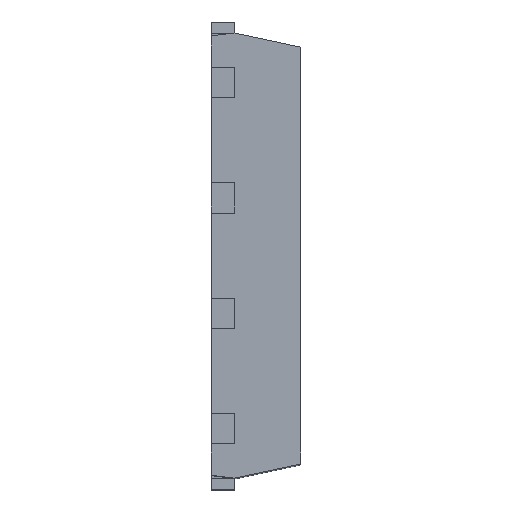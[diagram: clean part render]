
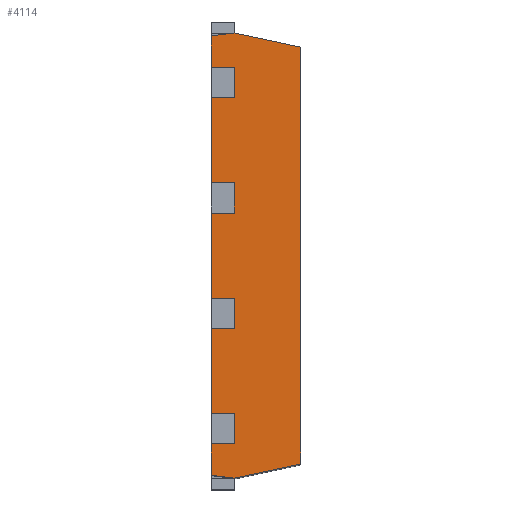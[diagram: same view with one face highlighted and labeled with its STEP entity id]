
A CAD part, top view. The second image highlights one B-rep face of the part: STEP entity #4114.
In plain terms, the highlighted face is planar.
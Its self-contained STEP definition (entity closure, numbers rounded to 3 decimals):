
#1158=ORIENTED_EDGE('',*,*,#1552,.F.);
#1159=ORIENTED_EDGE('',*,*,#1750,.T.);
#1160=ORIENTED_EDGE('',*,*,#1576,.T.);
#1161=ORIENTED_EDGE('',*,*,#1561,.F.);
#1162=ORIENTED_EDGE('',*,*,#1569,.F.);
#1163=ORIENTED_EDGE('',*,*,#1749,.T.);
#1164=ORIENTED_EDGE('',*,*,#1730,.T.);
#1165=ORIENTED_EDGE('',*,*,#1736,.T.);
#1166=ORIENTED_EDGE('',*,*,#1739,.T.);
#1167=ORIENTED_EDGE('',*,*,#1742,.T.);
#1168=ORIENTED_EDGE('',*,*,#1727,.T.);
#1169=ORIENTED_EDGE('',*,*,#1747,.T.);
#1170=ORIENTED_EDGE('',*,*,#1525,.T.);
#1171=ORIENTED_EDGE('',*,*,#1510,.F.);
#1172=ORIENTED_EDGE('',*,*,#1518,.F.);
#1173=ORIENTED_EDGE('',*,*,#1752,.T.);
#1174=ORIENTED_EDGE('',*,*,#1542,.T.);
#1175=ORIENTED_EDGE('',*,*,#1527,.F.);
#1176=ORIENTED_EDGE('',*,*,#1535,.F.);
#1177=ORIENTED_EDGE('',*,*,#1751,.T.);
#1178=ORIENTED_EDGE('',*,*,#1559,.T.);
#1179=ORIENTED_EDGE('',*,*,#1544,.F.);
#1510=EDGE_CURVE('',#1975,#1976,#2467,.T.);
#1518=EDGE_CURVE('',#1982,#1975,#2475,.T.);
#1525=EDGE_CURVE('',#1986,#1976,#2482,.T.);
#1527=EDGE_CURVE('',#1987,#1988,#2484,.T.);
#1535=EDGE_CURVE('',#1994,#1987,#2492,.T.);
#1542=EDGE_CURVE('',#1998,#1988,#2499,.T.);
#1544=EDGE_CURVE('',#1999,#2000,#2501,.T.);
#1552=EDGE_CURVE('',#2006,#1999,#2509,.T.);
#1559=EDGE_CURVE('',#2010,#2000,#2516,.T.);
#1561=EDGE_CURVE('',#2011,#2012,#2518,.T.);
#1569=EDGE_CURVE('',#2018,#2011,#2526,.T.);
#1576=EDGE_CURVE('',#2022,#2012,#2533,.T.);
#1727=EDGE_CURVE('',#2125,#2126,#2684,.T.);
#1730=EDGE_CURVE('',#2127,#2128,#2687,.T.);
#1736=EDGE_CURVE('',#2128,#2132,#2693,.T.);
#1739=EDGE_CURVE('',#2132,#2134,#2696,.T.);
#1742=EDGE_CURVE('',#2134,#2125,#2699,.T.);
#1747=EDGE_CURVE('',#2126,#1986,#2704,.T.);
#1749=EDGE_CURVE('',#2018,#2127,#2706,.T.);
#1750=EDGE_CURVE('',#2006,#2022,#2707,.T.);
#1751=EDGE_CURVE('',#1994,#2010,#2708,.T.);
#1752=EDGE_CURVE('',#1982,#1998,#2709,.T.);
#1975=VERTEX_POINT('',#6067);
#1976=VERTEX_POINT('',#6068);
#1982=VERTEX_POINT('',#6082);
#1986=VERTEX_POINT('',#6098);
#1987=VERTEX_POINT('',#6102);
#1988=VERTEX_POINT('',#6103);
#1994=VERTEX_POINT('',#6117);
#1998=VERTEX_POINT('',#6133);
#1999=VERTEX_POINT('',#6137);
#2000=VERTEX_POINT('',#6138);
#2006=VERTEX_POINT('',#6152);
#2010=VERTEX_POINT('',#6168);
#2011=VERTEX_POINT('',#6172);
#2012=VERTEX_POINT('',#6173);
#2018=VERTEX_POINT('',#6187);
#2022=VERTEX_POINT('',#6203);
#2125=VERTEX_POINT('',#6503);
#2126=VERTEX_POINT('',#6505);
#2127=VERTEX_POINT('',#6509);
#2128=VERTEX_POINT('',#6511);
#2132=VERTEX_POINT('',#6523);
#2134=VERTEX_POINT('',#6529);
#2467=LINE('',#6066,#3042);
#2475=LINE('',#6083,#3050);
#2482=LINE('',#6097,#3057);
#2484=LINE('',#6101,#3059);
#2492=LINE('',#6118,#3067);
#2499=LINE('',#6132,#3074);
#2501=LINE('',#6136,#3076);
#2509=LINE('',#6153,#3084);
#2516=LINE('',#6167,#3091);
#2518=LINE('',#6171,#3093);
#2526=LINE('',#6188,#3101);
#2533=LINE('',#6202,#3108);
#2684=LINE('',#6506,#3259);
#2687=LINE('',#6512,#3262);
#2693=LINE('',#6524,#3268);
#2696=LINE('',#6530,#3271);
#2699=LINE('',#6535,#3274);
#2704=LINE('',#6545,#3279);
#2706=LINE('',#6547,#3281);
#2707=LINE('',#6548,#3282);
#2708=LINE('',#6549,#3283);
#2709=LINE('',#6550,#3284);
#3042=VECTOR('',#4976,1000.);
#3050=VECTOR('',#4986,1000.);
#3057=VECTOR('',#5001,1000.);
#3059=VECTOR('',#5005,1000.);
#3067=VECTOR('',#5015,1000.);
#3074=VECTOR('',#5030,1000.);
#3076=VECTOR('',#5034,1000.);
#3084=VECTOR('',#5044,1000.);
#3091=VECTOR('',#5059,1000.);
#3093=VECTOR('',#5063,1000.);
#3101=VECTOR('',#5073,1000.);
#3108=VECTOR('',#5088,1000.);
#3259=VECTOR('',#5335,1000.);
#3262=VECTOR('',#5340,1000.);
#3268=VECTOR('',#5350,1000.);
#3271=VECTOR('',#5355,1000.);
#3274=VECTOR('',#5360,1000.);
#3279=VECTOR('',#5373,1000.);
#3281=VECTOR('',#5375,1000.);
#3282=VECTOR('',#5376,1000.);
#3283=VECTOR('',#5377,1000.);
#3284=VECTOR('',#5378,1000.);
#3493=EDGE_LOOP('',(#1158,#1159,#1160,#1161,#1162,#1163,#1164,#1165,#1166,
#1167,#1168,#1169,#1170,#1171,#1172,#1173,#1174,#1175,#1176,#1177,#1178,
#1179));
#3700=FACE_BOUND('',#3493,.T.);
#3907=PLANE('',#4394);
#4114=ADVANCED_FACE('',(#3700),#3907,.T.);
#4394=AXIS2_PLACEMENT_3D('',#6556,#5387,#5388);
#4976=DIRECTION('',(0.,0.,1.));
#4986=DIRECTION('',(0.,-1.,0.));
#5001=DIRECTION('',(0.,-1.,0.));
#5005=DIRECTION('',(0.,0.,1.));
#5015=DIRECTION('',(0.,-1.,0.));
#5030=DIRECTION('',(0.,-1.,0.));
#5034=DIRECTION('',(0.,0.,1.));
#5044=DIRECTION('',(0.,-1.,0.));
#5059=DIRECTION('',(0.,-1.,0.));
#5063=DIRECTION('',(0.,0.,1.));
#5073=DIRECTION('',(0.,-1.,0.));
#5088=DIRECTION('',(0.,-1.,0.));
#5335=DIRECTION('',(0.,0.993,-0.122));
#5340=DIRECTION('',(0.,-0.993,-0.122));
#5350=DIRECTION('',(0.,-0.978,0.208));
#5355=DIRECTION('',(0.,0.,1.));
#5360=DIRECTION('',(0.,0.978,0.208));
#5373=DIRECTION('',(0.,0.,-1.));
#5375=DIRECTION('',(0.,0.,-1.));
#5376=DIRECTION('',(0.,0.,-1.));
#5377=DIRECTION('',(0.,0.,-1.));
#5378=DIRECTION('',(0.,0.,-1.));
#5387=DIRECTION('',(-1.,0.,0.));
#5388=DIRECTION('',(0.,0.,1.));
#6066=CARTESIAN_POINT('',(-2.9,0.735,-2.294));
#6067=CARTESIAN_POINT('',(-2.9,0.735,1.749));
#6068=CARTESIAN_POINT('',(-2.9,0.735,2.059));
#6082=CARTESIAN_POINT('',(-2.9,0.989,1.749));
#6083=CARTESIAN_POINT('',(-2.9,0.989,1.749));
#6097=CARTESIAN_POINT('',(-2.9,0.989,2.059));
#6098=CARTESIAN_POINT('',(-2.9,0.989,2.059));
#6101=CARTESIAN_POINT('',(-2.9,0.735,-2.294));
#6102=CARTESIAN_POINT('',(-2.9,0.735,0.479));
#6103=CARTESIAN_POINT('',(-2.9,0.735,0.789));
#6117=CARTESIAN_POINT('',(-2.9,0.989,0.479));
#6118=CARTESIAN_POINT('',(-2.9,0.989,0.479));
#6132=CARTESIAN_POINT('',(-2.9,0.989,0.789));
#6133=CARTESIAN_POINT('',(-2.9,0.989,0.789));
#6136=CARTESIAN_POINT('',(-2.9,0.735,-2.294));
#6137=CARTESIAN_POINT('',(-2.9,0.735,-0.791));
#6138=CARTESIAN_POINT('',(-2.9,0.735,-0.481));
#6152=CARTESIAN_POINT('',(-2.9,0.989,-0.791));
#6153=CARTESIAN_POINT('',(-2.9,0.989,-0.791));
#6167=CARTESIAN_POINT('',(-2.9,0.989,-0.481));
#6168=CARTESIAN_POINT('',(-2.9,0.989,-0.481));
#6171=CARTESIAN_POINT('',(-2.9,0.735,-2.294));
#6172=CARTESIAN_POINT('',(-2.9,0.735,-2.061));
#6173=CARTESIAN_POINT('',(-2.9,0.735,-1.751));
#6187=CARTESIAN_POINT('',(-2.9,0.989,-2.061));
#6188=CARTESIAN_POINT('',(-2.9,0.989,-2.061));
#6202=CARTESIAN_POINT('',(-2.9,0.989,-1.751));
#6203=CARTESIAN_POINT('',(-2.9,0.989,-1.751));
#6503=CARTESIAN_POINT('',(-2.9,0.734,2.45));
#6505=CARTESIAN_POINT('',(-2.9,0.989,2.419));
#6506=CARTESIAN_POINT('',(-2.9,0.734,2.45));
#6509=CARTESIAN_POINT('',(-2.9,0.989,-2.419));
#6511=CARTESIAN_POINT('',(-2.9,0.735,-2.45));
#6512=CARTESIAN_POINT('',(-2.9,0.735,-2.45));
#6523=CARTESIAN_POINT('',(-2.9,0.,-2.294));
#6524=CARTESIAN_POINT('',(-2.9,0.,-2.294));
#6529=CARTESIAN_POINT('',(-2.9,0.,2.294));
#6530=CARTESIAN_POINT('',(-2.9,0.,-2.294));
#6535=CARTESIAN_POINT('',(-2.9,0.,2.294));
#6545=CARTESIAN_POINT('',(-2.9,0.989,2.419));
#6547=CARTESIAN_POINT('',(-2.9,0.989,2.419));
#6548=CARTESIAN_POINT('',(-2.9,0.989,2.419));
#6549=CARTESIAN_POINT('',(-2.9,0.989,2.419));
#6550=CARTESIAN_POINT('',(-2.9,0.989,2.419));
#6556=CARTESIAN_POINT('',(-2.9,0.,-2.294));
